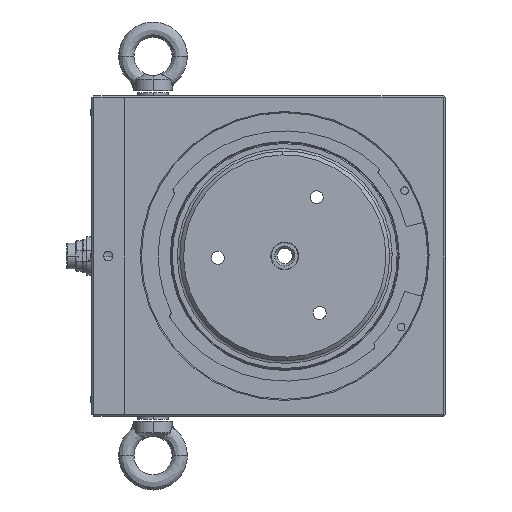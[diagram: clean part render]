
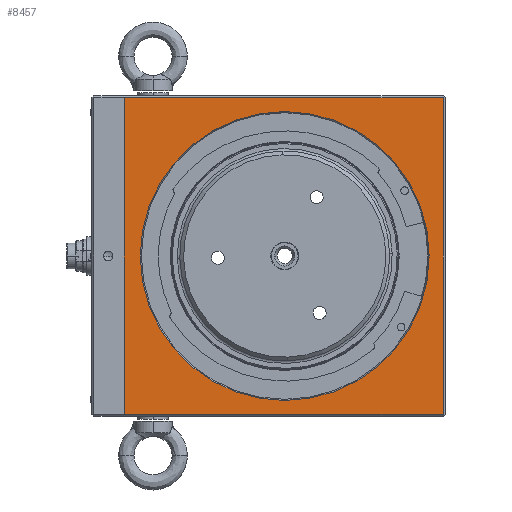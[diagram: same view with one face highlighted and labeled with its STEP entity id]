
A CAD part, left-side view. The second image highlights one B-rep face of the part: STEP entity #8457.
In plain terms, the highlighted planar face has unit normal (-1, 0, 0).
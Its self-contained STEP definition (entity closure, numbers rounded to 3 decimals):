
#243 = CIRCLE ( 'NONE', #6879, 75.677 ) ;
#424 = CARTESIAN_POINT ( 'NONE',  ( -121., 84., -83. ) ) ;
#990 = CIRCLE ( 'NONE', #8021, 75.677 ) ;
#1622 = AXIS2_PLACEMENT_3D ( 'NONE', #7793, #17857, #9206 ) ;
#2037 = DIRECTION ( 'NONE',  ( 0., -1., 0. ) ) ;
#2229 = DIRECTION ( 'NONE',  ( 1., 0., 0. ) ) ;
#2527 = EDGE_CURVE ( 'NONE', #7583, #3967, #990, .T. ) ;
#2693 = ORIENTED_EDGE ( 'NONE', *, *, #2527, .T. ) ;
#3311 = PLANE ( 'NONE',  #1622 ) ;
#3629 = CARTESIAN_POINT ( 'NONE',  ( -121., 0., 0. ) ) ;
#3768 = LINE ( 'NONE', #13159, #6476 ) ;
#3967 = VERTEX_POINT ( 'NONE', #8831 ) ;
#3972 = CARTESIAN_POINT ( 'NONE',  ( -121., 84., 84. ) ) ;
#4027 = CARTESIAN_POINT ( 'NONE',  ( -121., -83., -83. ) ) ;
#4381 = DIRECTION ( 'NONE',  ( 0., 0., -1. ) ) ;
#4443 = LINE ( 'NONE', #3972, #17775 ) ;
#4987 = EDGE_CURVE ( 'NONE', #17447, #7855, #4443, .T. ) ;
#5326 = FACE_OUTER_BOUND ( 'NONE', #15393, .T. ) ;
#6040 = FACE_BOUND ( 'NONE', #6862, .T. ) ;
#6241 = DIRECTION ( 'NONE',  ( 1., 0., 0. ) ) ;
#6476 = VECTOR ( 'NONE', #11749, 1000. ) ;
#6804 = ORIENTED_EDGE ( 'NONE', *, *, #4987, .F. ) ;
#6862 = EDGE_LOOP ( 'NONE', ( #2693, #17480 ) ) ;
#6879 = AXIS2_PLACEMENT_3D ( 'NONE', #14801, #6241, #16276 ) ;
#7583 = VERTEX_POINT ( 'NONE', #18161 ) ;
#7793 = CARTESIAN_POINT ( 'NONE',  ( -121., 84., 84. ) ) ;
#7855 = VERTEX_POINT ( 'NONE', #10107 ) ;
#8021 = AXIS2_PLACEMENT_3D ( 'NONE', #3629, #2229, #4381 ) ;
#8288 = DIRECTION ( 'NONE',  ( 0., 0., 1. ) ) ;
#8457 = ADVANCED_FACE ( 'NONE', ( #6040, #5326 ), #3311, .F. ) ;
#8816 = EDGE_CURVE ( 'NONE', #15874, #7855, #17529, .T. ) ;
#8831 = CARTESIAN_POINT ( 'NONE',  ( -121., 0., -75.677 ) ) ;
#9206 = DIRECTION ( 'NONE',  ( 0., 0., -1. ) ) ;
#10107 = CARTESIAN_POINT ( 'NONE',  ( -121., 84., 83. ) ) ;
#11097 = CARTESIAN_POINT ( 'NONE',  ( -121., 84., 83. ) ) ;
#11720 = EDGE_CURVE ( 'NONE', #3967, #7583, #243, .T. ) ;
#11749 = DIRECTION ( 'NONE',  ( 0., 0., 1. ) ) ;
#12077 = CARTESIAN_POINT ( 'NONE',  ( -121., -84., -83. ) ) ;
#12113 = ORIENTED_EDGE ( 'NONE', *, *, #8816, .T. ) ;
#12322 = ORIENTED_EDGE ( 'NONE', *, *, #15217, .T. ) ;
#12521 = DIRECTION ( 'NONE',  ( 0., 1., 0. ) ) ;
#12596 = VECTOR ( 'NONE', #2037, 1000. ) ;
#12600 = CARTESIAN_POINT ( 'NONE',  ( -121., -83., 83. ) ) ;
#13159 = CARTESIAN_POINT ( 'NONE',  ( -121., -83., 83. ) ) ;
#13776 = EDGE_CURVE ( 'NONE', #18335, #15874, #3768, .T. ) ;
#14520 = LINE ( 'NONE', #12077, #12596 ) ;
#14801 = CARTESIAN_POINT ( 'NONE',  ( -121., 0., 0. ) ) ;
#15217 = EDGE_CURVE ( 'NONE', #17447, #18335, #14520, .T. ) ;
#15393 = EDGE_LOOP ( 'NONE', ( #12322, #16086, #12113, #6804 ) ) ;
#15625 = VECTOR ( 'NONE', #12521, 1000. ) ;
#15874 = VERTEX_POINT ( 'NONE', #12600 ) ;
#16086 = ORIENTED_EDGE ( 'NONE', *, *, #13776, .T. ) ;
#16276 = DIRECTION ( 'NONE',  ( 0., 0., -1. ) ) ;
#17447 = VERTEX_POINT ( 'NONE', #424 ) ;
#17480 = ORIENTED_EDGE ( 'NONE', *, *, #11720, .T. ) ;
#17529 = LINE ( 'NONE', #11097, #15625 ) ;
#17775 = VECTOR ( 'NONE', #8288, 1000. ) ;
#17857 = DIRECTION ( 'NONE',  ( 1., 0., 0. ) ) ;
#18161 = CARTESIAN_POINT ( 'NONE',  ( -121., 0., 75.677 ) ) ;
#18335 = VERTEX_POINT ( 'NONE', #4027 ) ;
